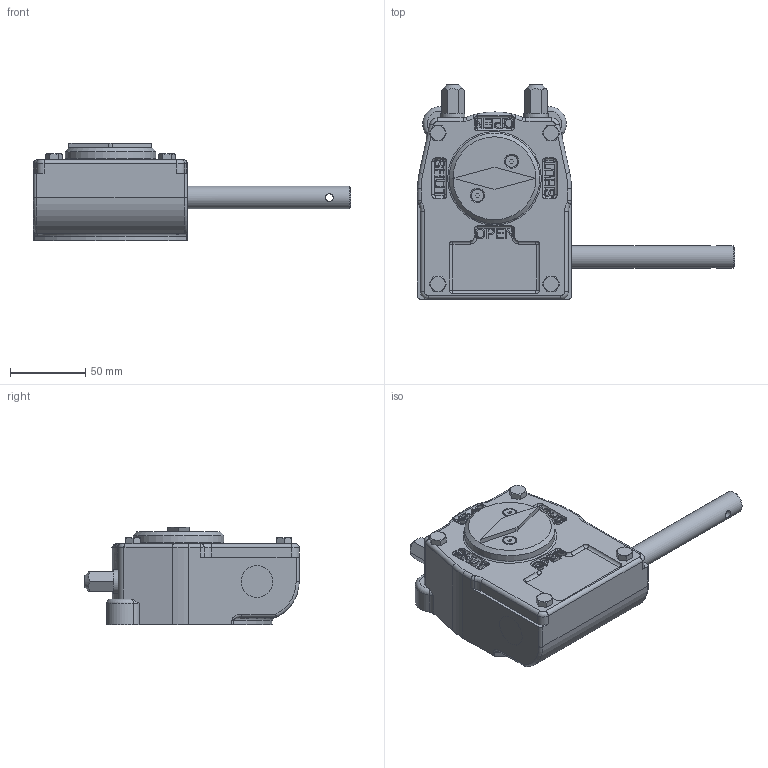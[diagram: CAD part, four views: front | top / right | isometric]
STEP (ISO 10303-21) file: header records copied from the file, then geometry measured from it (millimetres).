
FILE_DESCRIPTION( ( 'Unknown' ), '1' );
FILE_NAME( 'AB210W LH.stp', 'Unknown', ( 'Unknown' ), ( 'Unknown' ), 'PSStep 15.0.49', 'Unknown', ' ' );
FILE_SCHEMA( ( 'AUTOMOTIVE_DESIGN { 1 0 10303 214 1 1 1 1 }' ) );
Length unit declared in the file: millimetre
Products named in the file (1): 10AZ10J020M02
Bounding box: 210 x 142 x 64.59 mm (x, y, z)
Volume: 478062.8 mm3; surface area: 121267 mm2
Topology: 1 solids, 19 shells, 1163 faces, 3073 edges, 1963 vertices
Faces by surface type: plane 457, cylinder 305, cone 196, torus 94, bspline 67, extrusion 30, sphere 14
Full cylindrical faces by diameter (mm): 3.242 x4, 4 x2, 4.5 x2, 4.917 x16, 5.1 x1, 6 x4, 6.647 x8, 7 x4, 8 x2, 8.376 x8, 10.4 x1, 15 x1, 16 x2, 18 x2, 19 x1, 21 x2, 39.6 x2, 41.35 x2, 42.35 x2, 42.5 x2, 43 x1, 47 x1, 47.75 x1, 53.35 x1, 60 x1
Entity records: 52826 total; most frequent: CARTESIAN_POINT 16926, ORIENTED_EDGE 5670, DIRECTION 5196, EDGE_CURVE 2835, AXIS2_PLACEMENT_3D 2126, VERTEX_POINT 1897, EDGE_LOOP 1352, FACE_OUTER_BOUND 1249
